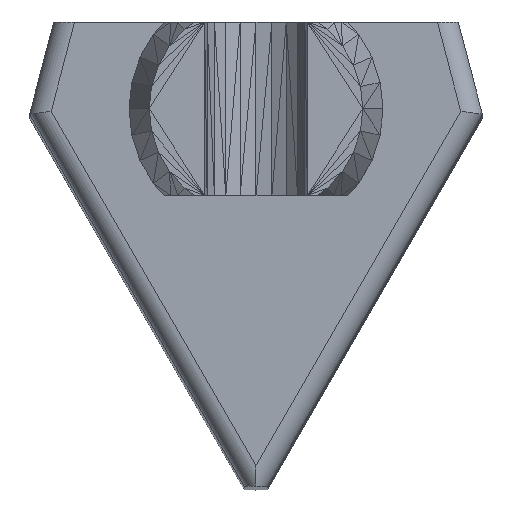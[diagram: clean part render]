
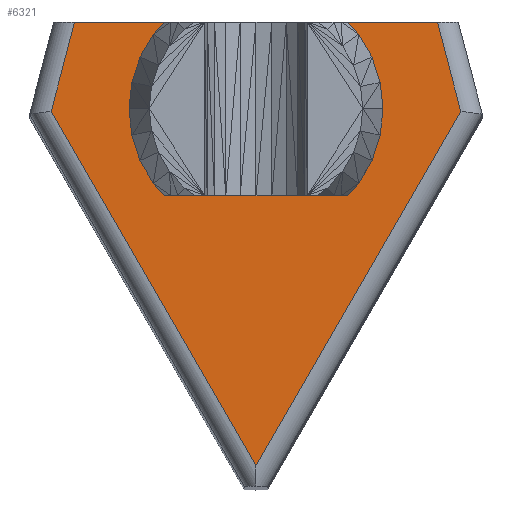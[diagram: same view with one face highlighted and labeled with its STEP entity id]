
A CAD part, top view. The second image highlights one B-rep face of the part: STEP entity #6321.
In plain terms, the highlighted face is planar.
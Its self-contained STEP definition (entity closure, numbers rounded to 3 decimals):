
#788 = PLANE ( 'NONE',  #7911 ) ;
#1024 = ORIENTED_EDGE ( 'NONE', *, *, #1315, .F. ) ;
#1182 = CARTESIAN_POINT ( 'NONE',  ( 5.079, -24., -1.797 ) ) ;
#1240 = VECTOR ( 'NONE', #2980, 1000. ) ;
#1315 = EDGE_CURVE ( 'NONE', #8230, #9471, #9651, .T. ) ;
#1400 = VERTEX_POINT ( 'NONE', #3365 ) ;
#1667 = VECTOR ( 'NONE', #6060, 1000. ) ;
#1823 = CARTESIAN_POINT ( 'NONE',  ( -3.031, -24., 1.75 ) ) ;
#2324 = EDGE_CURVE ( 'NONE', #10533, #1400, #4902, .T. ) ;
#2521 = DIRECTION ( 'NONE',  ( 0.253, 0., -0.967 ) ) ;
#2712 = VERTEX_POINT ( 'NONE', #13676 ) ;
#2980 = DIRECTION ( 'NONE',  ( -0.5, 0., -0.866 ) ) ;
#3199 = CARTESIAN_POINT ( 'NONE',  ( -5.079, -24., -1.797 ) ) ;
#3365 = CARTESIAN_POINT ( 'NONE',  ( -4.502, -24., -4. ) ) ;
#3418 = EDGE_CURVE ( 'NONE', #2712, #10533, #13947, .T. ) ;
#3447 = EDGE_CURVE ( 'NONE', #1400, #8230, #7317, .T. ) ;
#4109 = DIRECTION ( 'NONE',  ( 0., -1., 0. ) ) ;
#4597 = VECTOR ( 'NONE', #6406, 1000. ) ;
#4902 = LINE ( 'NONE', #9306, #13446 ) ;
#4930 = VECTOR ( 'NONE', #10618, 1000. ) ;
#6060 = DIRECTION ( 'NONE',  ( -0.5, 0., 0.866 ) ) ;
#6292 = ORIENTED_EDGE ( 'NONE', *, *, #3447, .F. ) ;
#6321 = ADVANCED_FACE ( 'NONE', ( #10660 ), #788, .F. ) ;
#6406 = DIRECTION ( 'NONE',  ( 0.253, 0., 0.967 ) ) ;
#6747 = EDGE_CURVE ( 'NONE', #9471, #2712, #13707, .T. ) ;
#7237 = EDGE_LOOP ( 'NONE', ( #12150, #7621, #1024, #6292, #13292 ) ) ;
#7317 = LINE ( 'NONE', #11701, #4930 ) ;
#7621 = ORIENTED_EDGE ( 'NONE', *, *, #6747, .F. ) ;
#7911 = AXIS2_PLACEMENT_3D ( 'NONE', #13982, #4109, #8439 ) ;
#8230 = VERTEX_POINT ( 'NONE', #8288 ) ;
#8288 = CARTESIAN_POINT ( 'NONE',  ( 4.502, -24., -4. ) ) ;
#8439 = DIRECTION ( 'NONE',  ( -1., 0., 0. ) ) ;
#9177 = CARTESIAN_POINT ( 'NONE',  ( 3.031, -24., 1.75 ) ) ;
#9306 = CARTESIAN_POINT ( 'NONE',  ( -4.535, -24., -3.873 ) ) ;
#9471 = VERTEX_POINT ( 'NONE', #1182 ) ;
#9503 = CARTESIAN_POINT ( 'NONE',  ( 5.131, -24., -1.599 ) ) ;
#9651 = LINE ( 'NONE', #9503, #4597 ) ;
#10533 = VERTEX_POINT ( 'NONE', #3199 ) ;
#10618 = DIRECTION ( 'NONE',  ( 1., 0., 0. ) ) ;
#10660 = FACE_OUTER_BOUND ( 'NONE', #7237, .T. ) ;
#11701 = CARTESIAN_POINT ( 'NONE',  ( 6.928, -24., -4. ) ) ;
#12150 = ORIENTED_EDGE ( 'NONE', *, *, #3418, .F. ) ;
#13292 = ORIENTED_EDGE ( 'NONE', *, *, #2324, .F. ) ;
#13446 = VECTOR ( 'NONE', #2521, 1000. ) ;
#13676 = CARTESIAN_POINT ( 'NONE',  ( 0., -24., 7. ) ) ;
#13707 = LINE ( 'NONE', #9177, #1667 ) ;
#13947 = LINE ( 'NONE', #1823, #1240 ) ;
#13982 = CARTESIAN_POINT ( 'NONE',  ( 0., -24., 0. ) ) ;
